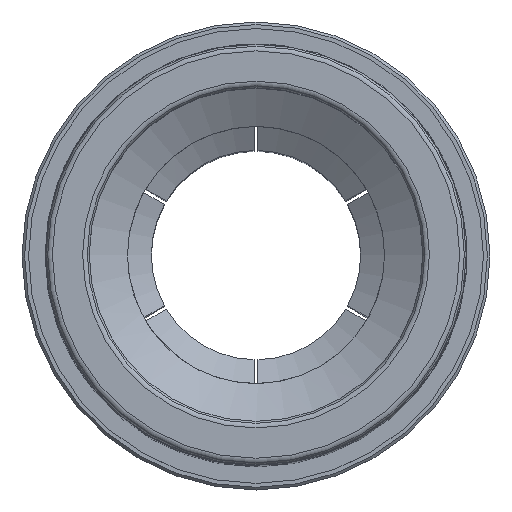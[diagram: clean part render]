
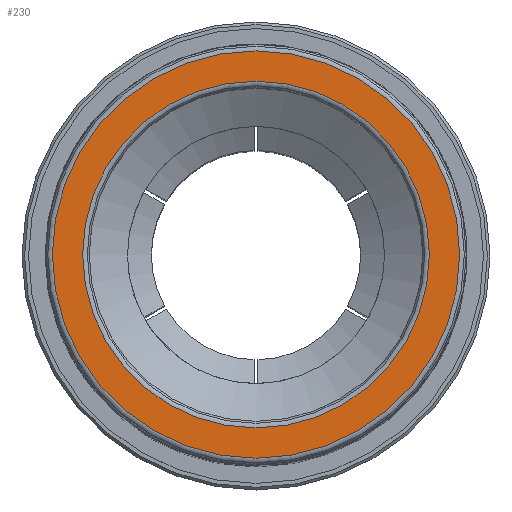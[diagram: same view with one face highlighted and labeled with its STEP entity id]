
A CAD part, top view. The second image highlights one B-rep face of the part: STEP entity #230.
In plain terms, the highlighted planar face has unit normal (0, 0, 1).
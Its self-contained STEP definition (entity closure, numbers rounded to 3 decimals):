
#78=FACE_BOUND('',#372,.T.);
#79=FACE_BOUND('',#373,.T.);
#191=PLANE('',#1554);
#230=ADVANCED_FACE('',(#78,#79),#191,.F.);
#372=EDGE_LOOP('',(#795));
#373=EDGE_LOOP('',(#796));
#795=ORIENTED_EDGE('',*,*,#1324,.T.);
#796=ORIENTED_EDGE('',*,*,#1325,.T.);
#1148=VERTEX_POINT('',#2734);
#1149=VERTEX_POINT('',#2737);
#1324=EDGE_CURVE('',#1148,#1148,#1443,.T.);
#1325=EDGE_CURVE('',#1149,#1149,#1444,.T.);
#1443=CIRCLE('',#1551,13.15);
#1444=CIRCLE('',#1553,15.45);
#1551=AXIS2_PLACEMENT_3D('',#2733,#1792,#1793);
#1553=AXIS2_PLACEMENT_3D('',#2736,#1796,#1797);
#1554=AXIS2_PLACEMENT_3D('',#2738,#1798,#1799);
#1792=DIRECTION('',(0.,0.,-1.));
#1793=DIRECTION('',(1.,0.,0.));
#1796=DIRECTION('',(0.,0.,1.));
#1797=DIRECTION('',(-1.,0.,0.));
#1798=DIRECTION('',(0.,0.,-1.));
#1799=DIRECTION('',(1.,0.,0.));
#2733=CARTESIAN_POINT('',(0.,0.,60.5));
#2734=CARTESIAN_POINT('',(13.15,0.,60.5));
#2736=CARTESIAN_POINT('',(0.,0.,60.5));
#2737=CARTESIAN_POINT('',(-15.45,0.,60.5));
#2738=CARTESIAN_POINT('',(0.,0.,60.5));
